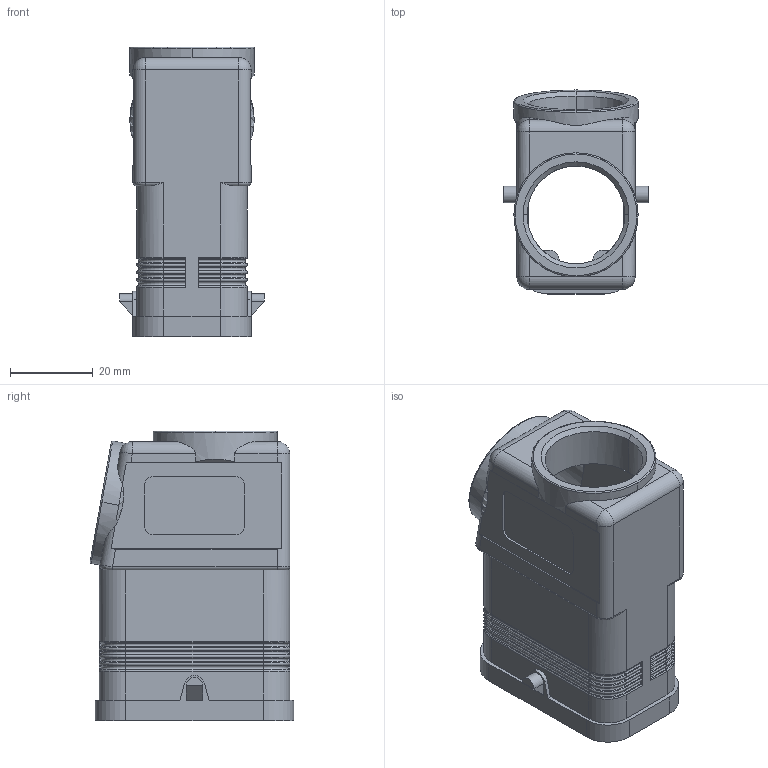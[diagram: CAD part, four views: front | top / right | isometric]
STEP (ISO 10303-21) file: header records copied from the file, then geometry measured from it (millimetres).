
FILE_DESCRIPTION(('Creo Elements/Direct Modeling STEP Export'),'2;1');
FILE_NAME('MQ_08_VO225.stp','2014-04-28T10:15:14',(''),(''),'Creo Elements/Direct Modeling STEP processor for AP214 (Solid Model)','Creo Elements/Direct Modeling 18.0B 02-Dec-2011 (C) Parametric Technology GmbH','');
FILE_SCHEMA(('AUTOMOTIVE_DESIGN { 1 0 10303 214 1 1 1 1 }'));
Length unit declared in the file: millimetre
Products named in the file (2): MQ_08_VO225
Assembly tree (1 placements, depth 2):
  MQ_08_VO225
    MQ_08_VO225
Bounding box: 35 x 49.21 x 70 mm (x, y, z)
Volume: 29198.5 mm3; surface area: 19970.3 mm2
Topology: 1 solids, 1 shells, 457 faces, 1124 edges, 677 vertices
Faces by surface type: plane 214, cylinder 153, torus 48, cone 36, sphere 4, bspline 2
Entity records: 14429 total; most frequent: CARTESIAN_POINT 3796, DIRECTION 2238, ORIENTED_EDGE 2232, EDGE_CURVE 1116, AXIS2_PLACEMENT_3D 800, VERTEX_POINT 677, VECTOR 638, LINE 638
